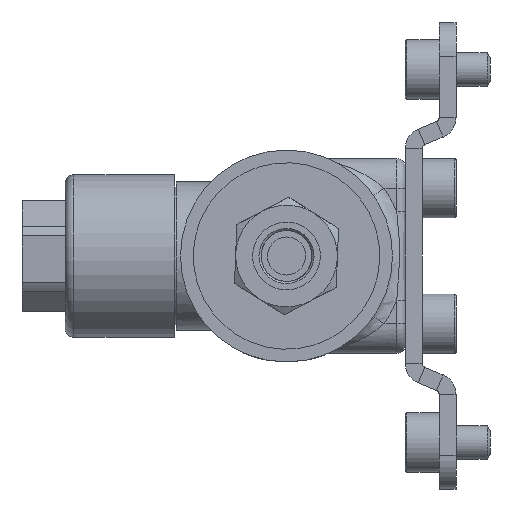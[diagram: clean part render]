
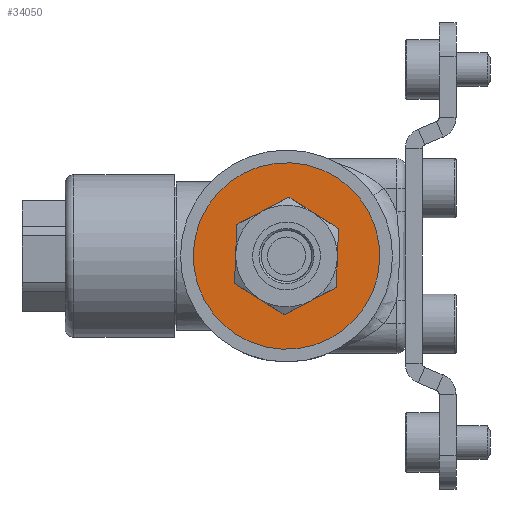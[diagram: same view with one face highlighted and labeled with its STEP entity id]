
A CAD part, left-side view. The second image highlights one B-rep face of the part: STEP entity #34050.
In plain terms, the highlighted planar face has unit normal (-1, 0, 0).
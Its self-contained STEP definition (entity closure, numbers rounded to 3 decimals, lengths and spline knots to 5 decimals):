
#3145=FACE_BOUND('',#7072,.T.);
#3320=PLANE('',#37434);
#4925=FACE_OUTER_BOUND('',#7071,.T.);
#7071=EDGE_LOOP('',(#24963,#24964));
#7072=EDGE_LOOP('',(#24965,#24966,#24967,#24968,#24969,#24970));
#9074=LINE('',#66324,#10623);
#9075=LINE('',#66326,#10624);
#9076=LINE('',#66328,#10625);
#9077=LINE('',#66330,#10626);
#9078=LINE('',#66332,#10627);
#9079=LINE('',#66333,#10628);
#10623=VECTOR('',#44465,39.37008);
#10624=VECTOR('',#44466,39.37008);
#10625=VECTOR('',#44467,39.37008);
#10626=VECTOR('',#44468,39.37008);
#10627=VECTOR('',#44469,39.37008);
#10628=VECTOR('',#44470,39.37008);
#12399=CIRCLE('',#37435,0.43307);
#12400=CIRCLE('',#37436,0.43307);
#14938=VERTEX_POINT('',#66318);
#14939=VERTEX_POINT('',#66319);
#14940=VERTEX_POINT('',#66322);
#14941=VERTEX_POINT('',#66323);
#14942=VERTEX_POINT('',#66325);
#14943=VERTEX_POINT('',#66327);
#14944=VERTEX_POINT('',#66329);
#14945=VERTEX_POINT('',#66331);
#18737=EDGE_CURVE('',#14938,#14939,#12399,.T.);
#18738=EDGE_CURVE('',#14939,#14938,#12400,.T.);
#18739=EDGE_CURVE('',#14940,#14941,#9074,.T.);
#18740=EDGE_CURVE('',#14942,#14940,#9075,.T.);
#18741=EDGE_CURVE('',#14943,#14942,#9076,.T.);
#18742=EDGE_CURVE('',#14944,#14943,#9077,.T.);
#18743=EDGE_CURVE('',#14945,#14944,#9078,.T.);
#18744=EDGE_CURVE('',#14941,#14945,#9079,.T.);
#24963=ORIENTED_EDGE('',*,*,#18737,.T.);
#24964=ORIENTED_EDGE('',*,*,#18738,.T.);
#24965=ORIENTED_EDGE('',*,*,#18739,.F.);
#24966=ORIENTED_EDGE('',*,*,#18740,.F.);
#24967=ORIENTED_EDGE('',*,*,#18741,.F.);
#24968=ORIENTED_EDGE('',*,*,#18742,.F.);
#24969=ORIENTED_EDGE('',*,*,#18743,.F.);
#24970=ORIENTED_EDGE('',*,*,#18744,.F.);
#34050=ADVANCED_FACE('',(#4925,#3145),#3320,.T.);
#37434=AXIS2_PLACEMENT_3D('',#66317,#44459,#44460);
#37435=AXIS2_PLACEMENT_3D('',#66320,#44461,#44462);
#37436=AXIS2_PLACEMENT_3D('',#66321,#44463,#44464);
#44459=DIRECTION('center_axis',(-1.,0.,0.));
#44460=DIRECTION('ref_axis',(0.,0.534,-0.845));
#44461=DIRECTION('center_axis',(-1.,0.,0.));
#44462=DIRECTION('ref_axis',(0.,-0.845,-0.534));
#44463=DIRECTION('center_axis',(-1.,0.,0.));
#44464=DIRECTION('ref_axis',(0.,-0.845,-0.534));
#44465=DIRECTION('',(0.,-0.885,0.465));
#44466=DIRECTION('',(0.,-0.845,-0.534));
#44467=DIRECTION('',(0.,0.04,-0.999));
#44468=DIRECTION('',(0.,0.885,-0.465));
#44469=DIRECTION('',(0.,0.845,0.534));
#44470=DIRECTION('',(0.,-0.04,0.999));
#66317=CARTESIAN_POINT('Origin',(-0.69291,0.,
0.));
#66318=CARTESIAN_POINT('',(-0.69291,-0.3661,-0.23135));
#66319=CARTESIAN_POINT('',(-0.69291,0.3661,0.23135));
#66320=CARTESIAN_POINT('Origin',(-0.69291,0.,
0.));
#66321=CARTESIAN_POINT('Origin',(-0.69291,0.,
0.));
#66322=CARTESIAN_POINT('',(-0.69291,0.0109,-0.27255));
#66323=CARTESIAN_POINT('',(-0.69291,-0.23058,-0.14571));
#66324=CARTESIAN_POINT('',(-0.69291,0.0109,-0.27255));
#66325=CARTESIAN_POINT('',(-0.69291,0.24148,-0.12683));
#66326=CARTESIAN_POINT('',(-0.69291,0.24148,-0.12683));
#66327=CARTESIAN_POINT('',(-0.69291,0.23058,0.14571));
#66328=CARTESIAN_POINT('',(-0.69291,0.23058,0.14571));
#66329=CARTESIAN_POINT('',(-0.69291,-0.0109,0.27255));
#66330=CARTESIAN_POINT('',(-0.69291,-0.0109,0.27255));
#66331=CARTESIAN_POINT('',(-0.69291,-0.24148,0.12683));
#66332=CARTESIAN_POINT('',(-0.69291,-0.24148,0.12683));
#66333=CARTESIAN_POINT('',(-0.69291,-0.23058,-0.14571));
